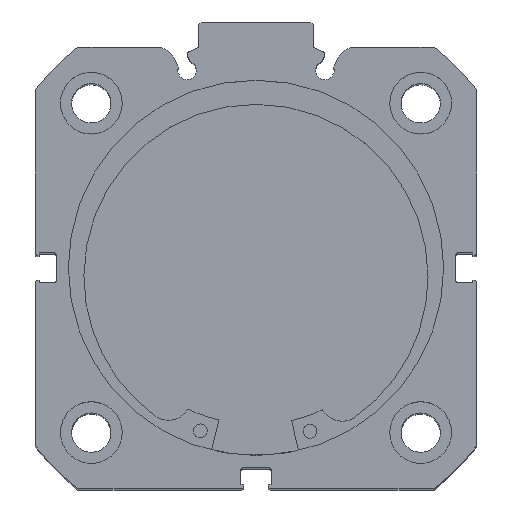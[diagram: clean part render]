
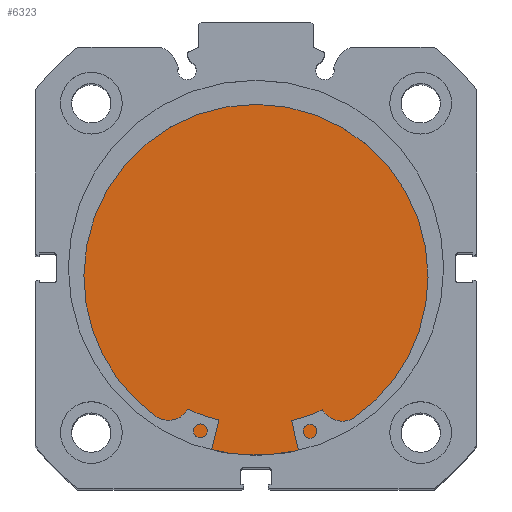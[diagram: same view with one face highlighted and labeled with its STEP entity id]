
A CAD part, top view. The second image highlights one B-rep face of the part: STEP entity #6323.
In plain terms, the highlighted face is planar.
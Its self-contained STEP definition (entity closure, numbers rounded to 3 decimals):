
#203 = CARTESIAN_POINT ( 'NONE',  ( 12., 0., 0. ) ) ;
#274 = DIRECTION ( 'NONE',  ( 0., 0., 1. ) ) ;
#275 = DIRECTION ( 'NONE',  ( -1., 0., 0. ) ) ;
#546 = ORIENTED_EDGE ( 'NONE', *, *, #3497, .F. ) ;
#771 = CIRCLE ( 'NONE', #1552, 41. ) ;
#784 = CIRCLE ( 'NONE', #1568, 41. ) ;
#1552 = AXIS2_PLACEMENT_3D ( 'NONE', #3387, #3381, #3372 ) ;
#1568 = AXIS2_PLACEMENT_3D ( 'NONE', #203, #275, #274 ) ;
#1821 = AXIS2_PLACEMENT_3D ( 'NONE', #3313, #3318, #3319 ) ;
#2989 = CARTESIAN_POINT ( 'NONE',  ( 12., 0., 41. ) ) ;
#3041 = CARTESIAN_POINT ( 'NONE',  ( 12., 0., -41. ) ) ;
#3300 = PLANE ( 'NONE',  #1821 ) ;
#3313 = CARTESIAN_POINT ( 'NONE',  ( 12., 41., 0. ) ) ;
#3318 = DIRECTION ( 'NONE',  ( -1., 0., 0. ) ) ;
#3319 = DIRECTION ( 'NONE',  ( 0., 0., 1. ) ) ;
#3372 = DIRECTION ( 'NONE',  ( 0., 0., 1. ) ) ;
#3381 = DIRECTION ( 'NONE',  ( -1., 0., 0. ) ) ;
#3387 = CARTESIAN_POINT ( 'NONE',  ( 12., 0., 0. ) ) ;
#3497 = EDGE_CURVE ( 'NONE', #5762, #5599, #771, .T. ) ;
#3508 = EDGE_CURVE ( 'NONE', #5599, #5762, #784, .T. ) ;
#4292 = FACE_OUTER_BOUND ( 'NONE', #6492, .T. ) ;
#5599 = VERTEX_POINT ( 'NONE', #2989 ) ;
#5762 = VERTEX_POINT ( 'NONE', #3041 ) ;
#6323 = ADVANCED_FACE ( 'NONE', ( #4292 ), #3300, .F. ) ;
#6492 = EDGE_LOOP ( 'NONE', ( #6640, #546 ) ) ;
#6640 = ORIENTED_EDGE ( 'NONE', *, *, #3508, .F. ) ;
